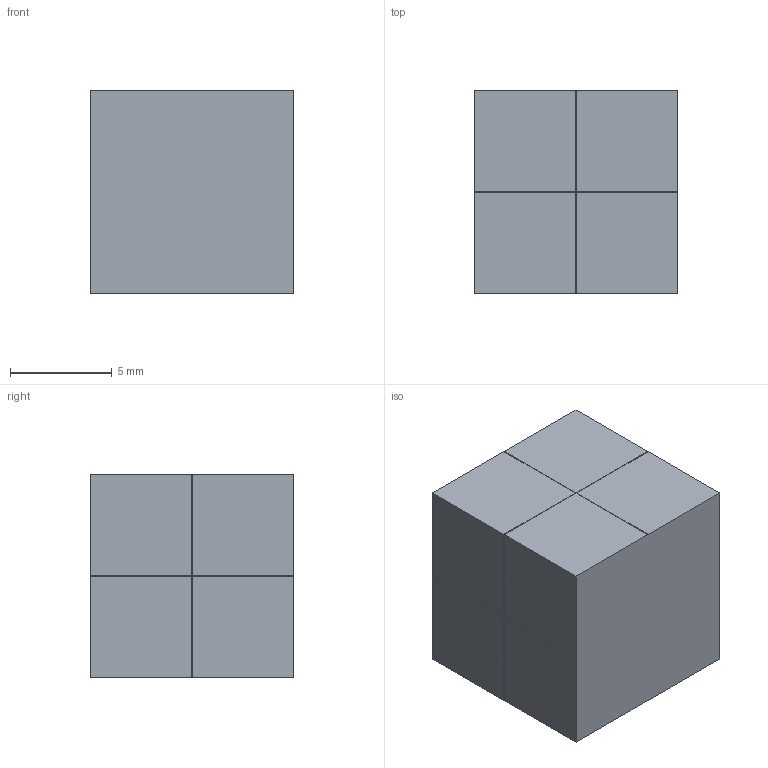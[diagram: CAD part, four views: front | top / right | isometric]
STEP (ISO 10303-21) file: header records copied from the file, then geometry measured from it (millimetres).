
FILE_DESCRIPTION (( 'STEP AP203' ), '1' );
FILE_NAME ('374600.STEP', '2020-03-18T05:37:04', ( '' ), ( '' ), 'SwSTEP 2.0', 'SolidWorks 2019', '' );
FILE_SCHEMA (( 'CONFIG_CONTROL_DESIGN' ));
Length unit declared in the file: millimetre
Products named in the file (1): 374600
Bounding box: 10 x 10 x 10 mm (x, y, z)
Volume: 1000 mm3; surface area: 600 mm2
Topology: 1 solids, 1 shells, 66 faces, 156 edges, 92 vertices
Faces by surface type: plane 66
Entity records: 1889 total; most frequent: CARTESIAN_POINT 315, ORIENTED_EDGE 312, DIRECTION 290, LINE 156, EDGE_CURVE 156, VECTOR 156, VERTEX_POINT 92, AXIS2_PLACEMENT_3D 67
